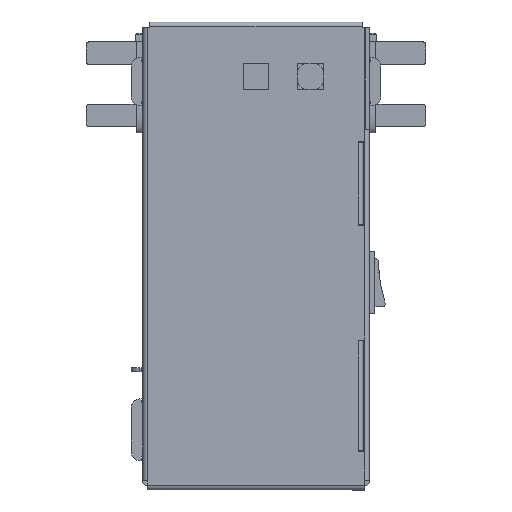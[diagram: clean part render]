
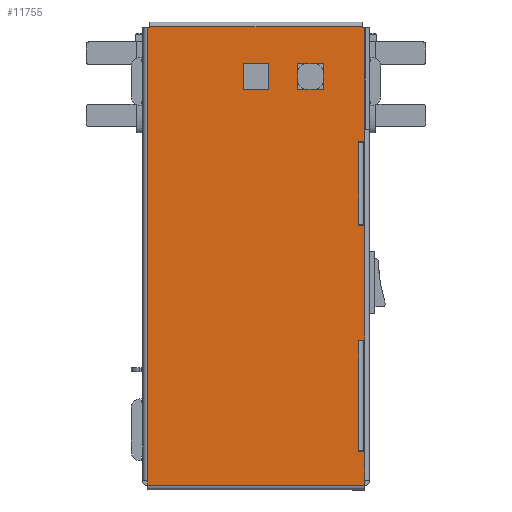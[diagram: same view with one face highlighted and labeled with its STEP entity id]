
A CAD part, top view. The second image highlights one B-rep face of the part: STEP entity #11755.
In plain terms, the highlighted planar face has unit normal (0, 0, 1).
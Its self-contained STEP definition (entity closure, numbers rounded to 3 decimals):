
#192=FACE_BOUND('',#1631,.T.);
#193=FACE_BOUND('',#1632,.T.);
#400=PLANE('',#12576);
#928=FACE_OUTER_BOUND('',#1630,.T.);
#1630=EDGE_LOOP('',(#8951,#8952,#8953,#8954,#8955,#8956,#8957,#8958,#8959,
#8960,#8961,#8962,#8963,#8964,#8965,#8966,#8967,#8968,#8969,#8970,#8971,
#8972,#8973,#8974,#8975));
#1631=EDGE_LOOP('',(#8976,#8977,#8978,#8979));
#1632=EDGE_LOOP('',(#8980,#8981,#8982,#8983));
#2421=LINE('',#17333,#3760);
#2431=LINE('',#17357,#3770);
#2463=LINE('',#17422,#3802);
#2634=LINE('',#17816,#3973);
#2641=LINE('',#17834,#3980);
#2643=LINE('',#17838,#3982);
#2644=LINE('',#17840,#3983);
#2645=LINE('',#17842,#3984);
#2646=LINE('',#17844,#3985);
#2647=LINE('',#17846,#3986);
#2648=LINE('',#17848,#3987);
#2649=LINE('',#17850,#3988);
#2650=LINE('',#17852,#3989);
#2651=LINE('',#17854,#3990);
#2652=LINE('',#17856,#3991);
#2653=LINE('',#17858,#3992);
#2654=LINE('',#17860,#3993);
#2655=LINE('',#17862,#3994);
#2656=LINE('',#17864,#3995);
#2657=LINE('',#17866,#3996);
#2658=LINE('',#17868,#3997);
#2659=LINE('',#17869,#3998);
#2660=LINE('',#17871,#3999);
#2661=LINE('',#17873,#4000);
#2662=LINE('',#17874,#4001);
#2663=LINE('',#17877,#4002);
#2664=LINE('',#17879,#4003);
#2665=LINE('',#17881,#4004);
#2666=LINE('',#17882,#4005);
#2667=LINE('',#17885,#4006);
#2668=LINE('',#17887,#4007);
#2669=LINE('',#17889,#4008);
#2670=LINE('',#17890,#4009);
#3760=VECTOR('',#13843,10.);
#3770=VECTOR('',#13873,10.);
#3802=VECTOR('',#13909,10.);
#3973=VECTOR('',#14260,10.);
#3980=VECTOR('',#14287,10.);
#3982=VECTOR('',#14291,10.);
#3983=VECTOR('',#14292,10.);
#3984=VECTOR('',#14293,10.);
#3985=VECTOR('',#14294,10.);
#3986=VECTOR('',#14295,10.);
#3987=VECTOR('',#14296,10.);
#3988=VECTOR('',#14297,10.);
#3989=VECTOR('',#14298,10.);
#3990=VECTOR('',#14299,10.);
#3991=VECTOR('',#14300,10.);
#3992=VECTOR('',#14301,10.);
#3993=VECTOR('',#14302,10.);
#3994=VECTOR('',#14303,10.);
#3995=VECTOR('',#14304,10.);
#3996=VECTOR('',#14305,10.);
#3997=VECTOR('',#14306,10.);
#3998=VECTOR('',#14307,10.);
#3999=VECTOR('',#14308,10.);
#4000=VECTOR('',#14309,10.);
#4001=VECTOR('',#14310,10.);
#4002=VECTOR('',#14311,10.);
#4003=VECTOR('',#14312,10.);
#4004=VECTOR('',#14313,10.);
#4005=VECTOR('',#14314,10.);
#4006=VECTOR('',#14315,10.);
#4007=VECTOR('',#14316,10.);
#4008=VECTOR('',#14317,10.);
#4009=VECTOR('',#14318,10.);
#5342=VERTEX_POINT('',#17330);
#5343=VERTEX_POINT('',#17332);
#5347=VERTEX_POINT('',#17355);
#5378=VERTEX_POINT('',#17421);
#5510=VERTEX_POINT('',#17813);
#5511=VERTEX_POINT('',#17815);
#5512=VERTEX_POINT('',#17833);
#5513=VERTEX_POINT('',#17837);
#5514=VERTEX_POINT('',#17839);
#5515=VERTEX_POINT('',#17841);
#5516=VERTEX_POINT('',#17843);
#5517=VERTEX_POINT('',#17845);
#5518=VERTEX_POINT('',#17847);
#5519=VERTEX_POINT('',#17849);
#5520=VERTEX_POINT('',#17851);
#5521=VERTEX_POINT('',#17853);
#5522=VERTEX_POINT('',#17855);
#5523=VERTEX_POINT('',#17857);
#5524=VERTEX_POINT('',#17859);
#5525=VERTEX_POINT('',#17861);
#5526=VERTEX_POINT('',#17863);
#5527=VERTEX_POINT('',#17865);
#5528=VERTEX_POINT('',#17867);
#5529=VERTEX_POINT('',#17870);
#5530=VERTEX_POINT('',#17872);
#5531=VERTEX_POINT('',#17875);
#5532=VERTEX_POINT('',#17876);
#5533=VERTEX_POINT('',#17878);
#5534=VERTEX_POINT('',#17880);
#5535=VERTEX_POINT('',#17883);
#5536=VERTEX_POINT('',#17884);
#5537=VERTEX_POINT('',#17886);
#5538=VERTEX_POINT('',#17888);
#6531=EDGE_CURVE('',#5343,#5342,#2421,.T.);
#6544=EDGE_CURVE('',#5347,#5342,#2431,.T.);
#6576=EDGE_CURVE('',#5378,#5343,#2463,.T.);
#6772=EDGE_CURVE('',#5511,#5510,#2634,.T.);
#6782=EDGE_CURVE('',#5512,#5511,#2641,.T.);
#6784=EDGE_CURVE('',#5347,#5513,#2643,.T.);
#6785=EDGE_CURVE('',#5513,#5514,#2644,.T.);
#6786=EDGE_CURVE('',#5514,#5515,#2645,.T.);
#6787=EDGE_CURVE('',#5515,#5516,#2646,.T.);
#6788=EDGE_CURVE('',#5516,#5517,#2647,.T.);
#6789=EDGE_CURVE('',#5517,#5518,#2648,.T.);
#6790=EDGE_CURVE('',#5518,#5519,#2649,.T.);
#6791=EDGE_CURVE('',#5520,#5519,#2650,.T.);
#6792=EDGE_CURVE('',#5520,#5521,#2651,.T.);
#6793=EDGE_CURVE('',#5521,#5522,#2652,.T.);
#6794=EDGE_CURVE('',#5522,#5523,#2653,.T.);
#6795=EDGE_CURVE('',#5523,#5524,#2654,.T.);
#6796=EDGE_CURVE('',#5524,#5525,#2655,.T.);
#6797=EDGE_CURVE('',#5525,#5526,#2656,.T.);
#6798=EDGE_CURVE('',#5526,#5527,#2657,.T.);
#6799=EDGE_CURVE('',#5528,#5527,#2658,.T.);
#6800=EDGE_CURVE('',#5528,#5512,#2659,.T.);
#6801=EDGE_CURVE('',#5529,#5510,#2660,.T.);
#6802=EDGE_CURVE('',#5529,#5530,#2661,.T.);
#6803=EDGE_CURVE('',#5530,#5378,#2662,.T.);
#6804=EDGE_CURVE('',#5531,#5532,#2663,.T.);
#6805=EDGE_CURVE('',#5532,#5533,#2664,.T.);
#6806=EDGE_CURVE('',#5533,#5534,#2665,.T.);
#6807=EDGE_CURVE('',#5534,#5531,#2666,.T.);
#6808=EDGE_CURVE('',#5535,#5536,#2667,.T.);
#6809=EDGE_CURVE('',#5536,#5537,#2668,.T.);
#6810=EDGE_CURVE('',#5537,#5538,#2669,.T.);
#6811=EDGE_CURVE('',#5538,#5535,#2670,.T.);
#8951=ORIENTED_EDGE('',*,*,#6531,.T.);
#8952=ORIENTED_EDGE('',*,*,#6544,.F.);
#8953=ORIENTED_EDGE('',*,*,#6784,.T.);
#8954=ORIENTED_EDGE('',*,*,#6785,.T.);
#8955=ORIENTED_EDGE('',*,*,#6786,.T.);
#8956=ORIENTED_EDGE('',*,*,#6787,.T.);
#8957=ORIENTED_EDGE('',*,*,#6788,.T.);
#8958=ORIENTED_EDGE('',*,*,#6789,.T.);
#8959=ORIENTED_EDGE('',*,*,#6790,.T.);
#8960=ORIENTED_EDGE('',*,*,#6791,.F.);
#8961=ORIENTED_EDGE('',*,*,#6792,.T.);
#8962=ORIENTED_EDGE('',*,*,#6793,.T.);
#8963=ORIENTED_EDGE('',*,*,#6794,.T.);
#8964=ORIENTED_EDGE('',*,*,#6795,.T.);
#8965=ORIENTED_EDGE('',*,*,#6796,.T.);
#8966=ORIENTED_EDGE('',*,*,#6797,.T.);
#8967=ORIENTED_EDGE('',*,*,#6798,.T.);
#8968=ORIENTED_EDGE('',*,*,#6799,.F.);
#8969=ORIENTED_EDGE('',*,*,#6800,.T.);
#8970=ORIENTED_EDGE('',*,*,#6782,.T.);
#8971=ORIENTED_EDGE('',*,*,#6772,.T.);
#8972=ORIENTED_EDGE('',*,*,#6801,.F.);
#8973=ORIENTED_EDGE('',*,*,#6802,.T.);
#8974=ORIENTED_EDGE('',*,*,#6803,.T.);
#8975=ORIENTED_EDGE('',*,*,#6576,.T.);
#8976=ORIENTED_EDGE('',*,*,#6804,.T.);
#8977=ORIENTED_EDGE('',*,*,#6805,.T.);
#8978=ORIENTED_EDGE('',*,*,#6806,.T.);
#8979=ORIENTED_EDGE('',*,*,#6807,.T.);
#8980=ORIENTED_EDGE('',*,*,#6808,.T.);
#8981=ORIENTED_EDGE('',*,*,#6809,.T.);
#8982=ORIENTED_EDGE('',*,*,#6810,.T.);
#8983=ORIENTED_EDGE('',*,*,#6811,.T.);
#11755=ADVANCED_FACE('',(#928,#192,#193),#400,.T.);
#12576=AXIS2_PLACEMENT_3D('',#17836,#14289,#14290);
#13843=DIRECTION('',(1.,0.,0.));
#13873=DIRECTION('',(0.,-1.,0.));
#13909=DIRECTION('',(0.,-1.,0.));
#14260=DIRECTION('',(-1.,0.,0.));
#14287=DIRECTION('',(0.,1.,0.));
#14289=DIRECTION('center_axis',(0.,0.,1.));
#14290=DIRECTION('ref_axis',(1.,0.,0.));
#14291=DIRECTION('',(-1.,0.,0.));
#14292=DIRECTION('',(0.,1.,0.));
#14293=DIRECTION('',(1.,0.,0.));
#14294=DIRECTION('',(0.,1.,0.));
#14295=DIRECTION('',(-1.,0.,0.));
#14296=DIRECTION('',(0.,1.,0.));
#14297=DIRECTION('',(1.,0.,0.));
#14298=DIRECTION('',(0.,-1.,0.));
#14299=DIRECTION('',(-1.,0.,0.));
#14300=DIRECTION('',(0.,1.,0.));
#14301=DIRECTION('',(1.,0.,0.));
#14302=DIRECTION('',(0.,1.,0.));
#14303=DIRECTION('',(-1.,0.,0.));
#14304=DIRECTION('',(0.,1.,0.));
#14305=DIRECTION('',(1.,0.,0.));
#14306=DIRECTION('',(0.,-1.,0.));
#14307=DIRECTION('',(-1.,0.,0.));
#14308=DIRECTION('',(0.,1.,0.));
#14309=DIRECTION('',(-1.,0.,0.));
#14310=DIRECTION('',(0.,-1.,0.));
#14311=DIRECTION('',(0.,-1.,0.));
#14312=DIRECTION('',(-1.,0.,0.));
#14313=DIRECTION('',(0.,1.,0.));
#14314=DIRECTION('',(1.,0.,0.));
#14315=DIRECTION('',(0.,-1.,0.));
#14316=DIRECTION('',(-1.,0.,0.));
#14317=DIRECTION('',(0.,1.,0.));
#14318=DIRECTION('',(1.,0.,0.));
#17330=CARTESIAN_POINT('',(38.4,-81.6,34.7));
#17332=CARTESIAN_POINT('',(-38.4,-81.6,34.7));
#17333=CARTESIAN_POINT('',(18.377,-81.6,34.7));
#17355=CARTESIAN_POINT('',(38.4,-69.7,34.7));
#17357=CARTESIAN_POINT('',(38.4,-80.,34.7));
#17421=CARTESIAN_POINT('',(-38.4,-80.,34.7));
#17422=CARTESIAN_POINT('',(-38.4,-80.,34.7));
#17813=CARTESIAN_POINT('',(-37.5,80.4,34.7));
#17815=CARTESIAN_POINT('',(37.5,80.4,34.7));
#17816=CARTESIAN_POINT('',(-19.573,80.4,34.7));
#17833=CARTESIAN_POINT('',(37.5,80.,34.7));
#17834=CARTESIAN_POINT('',(37.5,80.,34.7));
#17836=CARTESIAN_POINT('Origin',(-1.647,0.,34.7));
#17837=CARTESIAN_POINT('',(36.1,-69.7,34.7));
#17838=CARTESIAN_POINT('',(17.227,-69.7,34.7));
#17839=CARTESIAN_POINT('',(36.1,-69.4,34.7));
#17840=CARTESIAN_POINT('',(36.1,-34.7,34.7));
#17841=CARTESIAN_POINT('',(36.2,-69.4,34.7));
#17842=CARTESIAN_POINT('',(17.327,-69.4,34.7));
#17843=CARTESIAN_POINT('',(36.2,-30.6,34.7));
#17844=CARTESIAN_POINT('',(36.2,-15.3,34.7));
#17845=CARTESIAN_POINT('',(36.1,-30.6,34.7));
#17846=CARTESIAN_POINT('',(17.227,-30.6,34.7));
#17847=CARTESIAN_POINT('',(36.1,-30.3,34.7));
#17848=CARTESIAN_POINT('',(36.1,-15.15,34.7));
#17849=CARTESIAN_POINT('',(38.4,-30.3,34.7));
#17850=CARTESIAN_POINT('',(36.3,-30.3,34.7));
#17851=CARTESIAN_POINT('',(38.4,10.3,34.7));
#17852=CARTESIAN_POINT('',(38.4,-30.3,34.7));
#17853=CARTESIAN_POINT('',(36.1,10.3,34.7));
#17854=CARTESIAN_POINT('',(17.227,10.3,34.7));
#17855=CARTESIAN_POINT('',(36.1,10.6,34.7));
#17856=CARTESIAN_POINT('',(36.1,5.3,34.7));
#17857=CARTESIAN_POINT('',(36.2,10.6,34.7));
#17858=CARTESIAN_POINT('',(17.327,10.6,34.7));
#17859=CARTESIAN_POINT('',(36.2,39.4,34.7));
#17860=CARTESIAN_POINT('',(36.2,19.7,34.7));
#17861=CARTESIAN_POINT('',(36.1,39.4,34.7));
#17862=CARTESIAN_POINT('',(17.227,39.4,34.7));
#17863=CARTESIAN_POINT('',(36.1,39.7,34.7));
#17864=CARTESIAN_POINT('',(36.1,19.85,34.7));
#17865=CARTESIAN_POINT('',(38.4,39.7,34.7));
#17866=CARTESIAN_POINT('',(36.3,39.7,34.7));
#17867=CARTESIAN_POINT('',(38.4,80.,34.7));
#17868=CARTESIAN_POINT('',(38.4,39.7,34.7));
#17869=CARTESIAN_POINT('',(-38.4,80.,34.7));
#17870=CARTESIAN_POINT('',(-37.5,80.,34.7));
#17871=CARTESIAN_POINT('',(-37.5,80.,34.7));
#17872=CARTESIAN_POINT('',(-38.4,80.,34.7));
#17873=CARTESIAN_POINT('',(-38.4,80.,34.7));
#17874=CARTESIAN_POINT('',(-38.4,0.,34.7));
#17875=CARTESIAN_POINT('',(4.5,67.25,34.7));
#17876=CARTESIAN_POINT('',(4.5,58.25,34.7));
#17877=CARTESIAN_POINT('',(4.5,33.625,34.7));
#17878=CARTESIAN_POINT('',(-4.5,58.25,34.7));
#17879=CARTESIAN_POINT('',(1.427,58.25,34.7));
#17880=CARTESIAN_POINT('',(-4.5,67.25,34.7));
#17881=CARTESIAN_POINT('',(-4.5,29.125,34.7));
#17882=CARTESIAN_POINT('',(-3.073,67.25,34.7));
#17883=CARTESIAN_POINT('',(23.75,67.25,34.7));
#17884=CARTESIAN_POINT('',(23.75,58.25,34.7));
#17885=CARTESIAN_POINT('',(23.75,33.625,34.7));
#17886=CARTESIAN_POINT('',(14.75,58.25,34.7));
#17887=CARTESIAN_POINT('',(11.052,58.25,34.7));
#17888=CARTESIAN_POINT('',(14.75,67.25,34.7));
#17889=CARTESIAN_POINT('',(14.75,29.125,34.7));
#17890=CARTESIAN_POINT('',(6.552,67.25,34.7));
